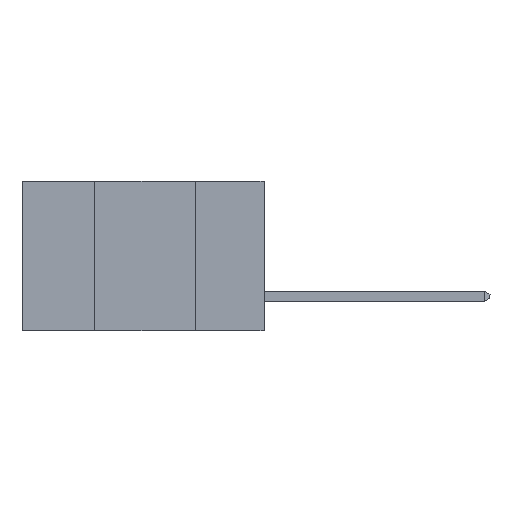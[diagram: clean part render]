
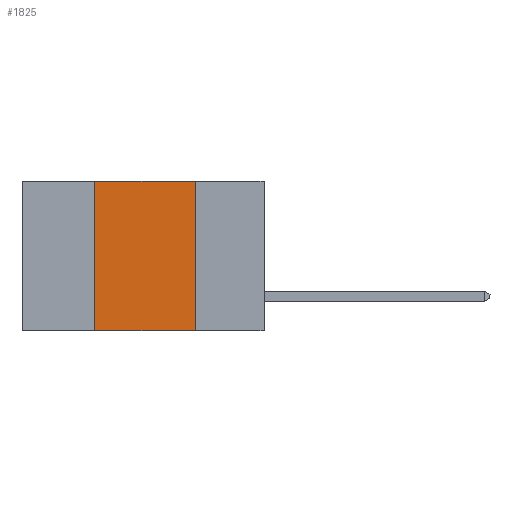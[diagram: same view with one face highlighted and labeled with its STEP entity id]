
A CAD part, left-side view. The second image highlights one B-rep face of the part: STEP entity #1825.
In plain terms, the highlighted planar face has unit normal (-1, 0, 0).
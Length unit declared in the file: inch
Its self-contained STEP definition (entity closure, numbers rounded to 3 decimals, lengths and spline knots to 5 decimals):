
#158 = VERTEX_POINT ( 'NONE', #3241 ) ;
#260 = DIRECTION ( 'NONE',  ( 0., -1., 0. ) ) ;
#576 = VECTOR ( 'NONE', #4759, 39.37008 ) ;
#950 = LINE ( 'NONE', #3174, #1283 ) ;
#996 = LINE ( 'NONE', #7616, #576 ) ;
#1283 = VECTOR ( 'NONE', #1771, 39.37008 ) ;
#1658 = FACE_OUTER_BOUND ( 'NONE', #8599, .T. ) ;
#1771 = DIRECTION ( 'NONE',  ( 0., 0., -1. ) ) ;
#1807 = EDGE_CURVE ( 'NONE', #8306, #9303, #996, .T. ) ;
#1825 = ADVANCED_FACE ( 'NONE', ( #1658 ), #8334, .F. ) ;
#2094 = AXIS2_PLACEMENT_3D ( 'NONE', #4713, #5434, #9098 ) ;
#2117 = LINE ( 'NONE', #7377, #6313 ) ;
#2693 = CARTESIAN_POINT ( 'NONE',  ( 0., 0.42, -0.37 ) ) ;
#3174 = CARTESIAN_POINT ( 'NONE',  ( 0., 0.17, -0.37 ) ) ;
#3241 = CARTESIAN_POINT ( 'NONE',  ( 0., 0.17, 0. ) ) ;
#4339 = VERTEX_POINT ( 'NONE', #4587 ) ;
#4535 = ORIENTED_EDGE ( 'NONE', *, *, #7342, .F. ) ;
#4587 = CARTESIAN_POINT ( 'NONE',  ( 0., 0.42, 0. ) ) ;
#4713 = CARTESIAN_POINT ( 'NONE',  ( 0., 0.6, 0. ) ) ;
#4759 = DIRECTION ( 'NONE',  ( 0., -1., 0. ) ) ;
#5381 = LINE ( 'NONE', #8958, #6620 ) ;
#5434 = DIRECTION ( 'NONE',  ( 1., 0., 0. ) ) ;
#5757 = DIRECTION ( 'NONE',  ( 0., 0., 1. ) ) ;
#6253 = EDGE_CURVE ( 'NONE', #8306, #4339, #2117, .T. ) ;
#6313 = VECTOR ( 'NONE', #5757, 39.37008 ) ;
#6620 = VECTOR ( 'NONE', #260, 39.37008 ) ;
#7342 = EDGE_CURVE ( 'NONE', #4339, #158, #5381, .T. ) ;
#7377 = CARTESIAN_POINT ( 'NONE',  ( 0., 0.42, -0.37 ) ) ;
#7427 = ORIENTED_EDGE ( 'NONE', *, *, #1807, .T. ) ;
#7616 = CARTESIAN_POINT ( 'NONE',  ( 0., 0.6, -0.37 ) ) ;
#7874 = CARTESIAN_POINT ( 'NONE',  ( 0., 0.17, -0.37 ) ) ;
#8306 = VERTEX_POINT ( 'NONE', #2693 ) ;
#8334 = PLANE ( 'NONE',  #2094 ) ;
#8599 = EDGE_LOOP ( 'NONE', ( #8934, #4535, #8797, #7427 ) ) ;
#8609 = EDGE_CURVE ( 'NONE', #158, #9303, #950, .T. ) ;
#8797 = ORIENTED_EDGE ( 'NONE', *, *, #6253, .F. ) ;
#8934 = ORIENTED_EDGE ( 'NONE', *, *, #8609, .F. ) ;
#8958 = CARTESIAN_POINT ( 'NONE',  ( 0., 0.6, 0. ) ) ;
#9098 = DIRECTION ( 'NONE',  ( 0., 0., -1. ) ) ;
#9303 = VERTEX_POINT ( 'NONE', #7874 ) ;
